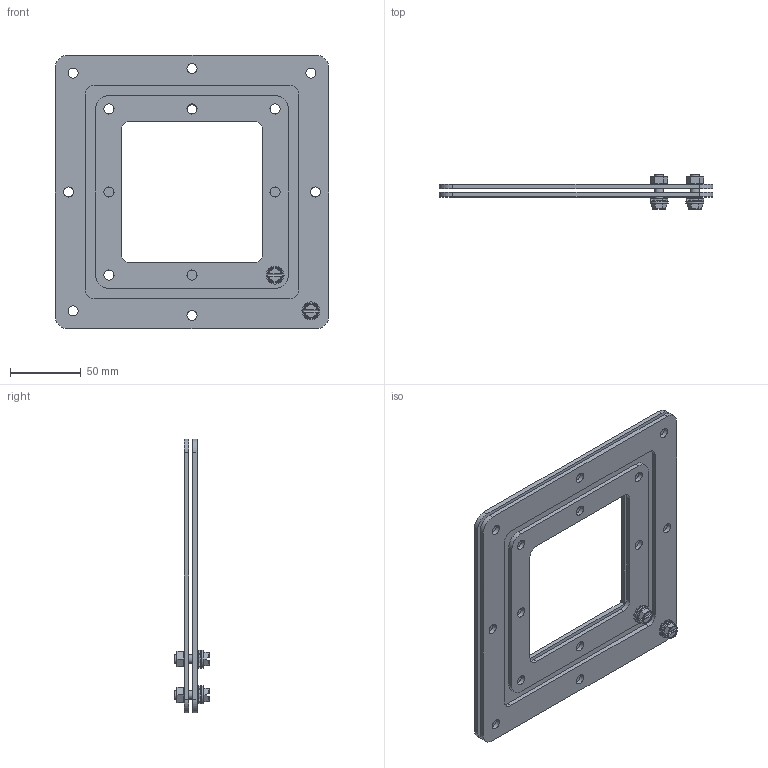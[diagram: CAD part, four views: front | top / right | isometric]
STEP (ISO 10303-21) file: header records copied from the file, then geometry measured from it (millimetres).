
FILE_DESCRIPTION (( 'STEP AP203' ), '1' );
FILE_NAME ('1487DRCSS.step', '2020-11-17T21:14:24', ( 'ADC123' ), ( 'Microsoft' ), 'SwSTEP 2.0', 'SolidWorks 2019', '' );
FILE_SCHEMA (( 'CONFIG_CONTROL_DESIGN' ));
Length unit declared in the file: inch
Products named in the file (1): 1487DRCSS
Bounding box: 193.68 x 24.65 x 193.68 mm (x, y, z)
Volume: 160347.1 mm3; surface area: 115044.1 mm2
Topology: 9 solids, 9 shells, 253 faces, 677 edges, 446 vertices
Faces by surface type: plane 144, cylinder 93, bspline 16
Full cylindrical faces by diameter (mm): 4.976 x2, 6.35 x2, 6.553 x2, 7.137 x29, 12.7 x2
Entity records: 8219 total; most frequent: CARTESIAN_POINT 1872, ORIENTED_EDGE 1280, DIRECTION 1218, EDGE_CURVE 640, VERTEX_POINT 446, LINE 418, VECTOR 418, AXIS2_PLACEMENT_3D 400
